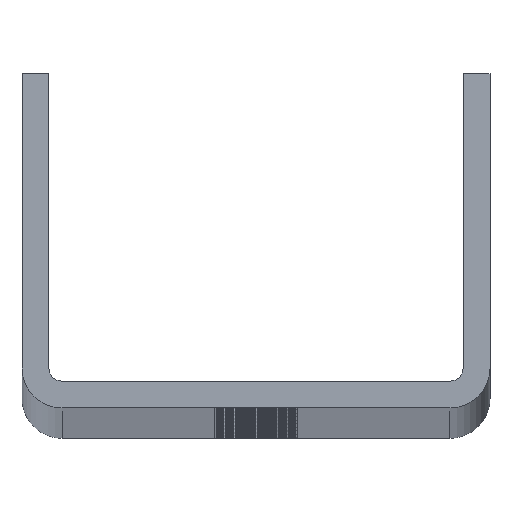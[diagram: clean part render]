
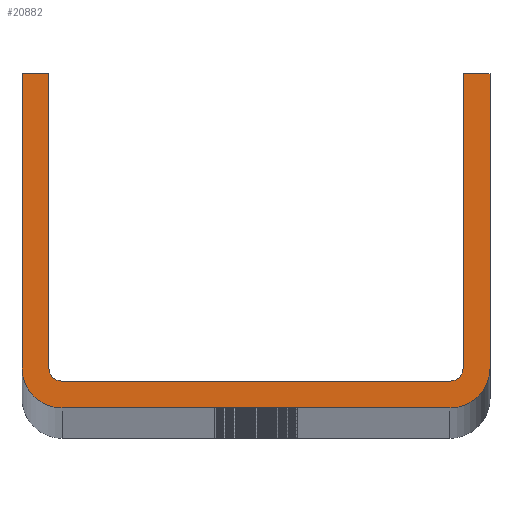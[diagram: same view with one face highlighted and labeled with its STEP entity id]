
A CAD part, top view. The second image highlights one B-rep face of the part: STEP entity #20882.
In plain terms, the highlighted planar face has unit normal (0, 0, 1).
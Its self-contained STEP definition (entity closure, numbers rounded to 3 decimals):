
#86 = CIRCLE ( 'NONE', #20246, 2. ) ;
#742 = VERTEX_POINT ( 'NONE', #6297 ) ;
#1538 = LINE ( 'NONE', #27066, #22138 ) ;
#1584 = CARTESIAN_POINT ( 'NONE',  ( 35., 6., 2600. ) ) ;
#1749 = AXIS2_PLACEMENT_3D ( 'NONE', #2596, #21945, #11553 ) ;
#2261 = VERTEX_POINT ( 'NONE', #9354 ) ;
#2586 = VERTEX_POINT ( 'NONE', #3272 ) ;
#2596 = CARTESIAN_POINT ( 'NONE',  ( 29., 6., 2600. ) ) ;
#2878 = VECTOR ( 'NONE', #19069, 1000. ) ;
#3066 = ORIENTED_EDGE ( 'NONE', *, *, #26449, .T. ) ;
#3272 = CARTESIAN_POINT ( 'NONE',  ( 31., 50., 2600. ) ) ;
#3487 = DIRECTION ( 'NONE',  ( 1., 0., 0. ) ) ;
#3707 = DIRECTION ( 'NONE',  ( 0., 1., 0. ) ) ;
#3734 = CARTESIAN_POINT ( 'NONE',  ( -35., 50., 2600. ) ) ;
#3933 = EDGE_CURVE ( 'NONE', #24629, #27013, #26226, .T. ) ;
#4218 = DIRECTION ( 'NONE',  ( 1., 0., 0. ) ) ;
#4394 = ORIENTED_EDGE ( 'NONE', *, *, #14766, .T. ) ;
#4446 = VECTOR ( 'NONE', #23725, 1000. ) ;
#4480 = LINE ( 'NONE', #19622, #2878 ) ;
#5160 = CARTESIAN_POINT ( 'NONE',  ( -35., 50., 2600. ) ) ;
#5236 = VERTEX_POINT ( 'NONE', #20399 ) ;
#6205 = DIRECTION ( 'NONE',  ( 1., 0., 0. ) ) ;
#6297 = CARTESIAN_POINT ( 'NONE',  ( 29., 0., 2600. ) ) ;
#7913 = DIRECTION ( 'NONE',  ( 1., 0., 0. ) ) ;
#8021 = EDGE_CURVE ( 'NONE', #24131, #2261, #86, .T. ) ;
#8720 = ORIENTED_EDGE ( 'NONE', *, *, #24472, .T. ) ;
#8974 = ORIENTED_EDGE ( 'NONE', *, *, #21391, .T. ) ;
#8996 = VECTOR ( 'NONE', #3707, 1000. ) ;
#9081 = AXIS2_PLACEMENT_3D ( 'NONE', #22215, #13239, #24325 ) ;
#9082 = CARTESIAN_POINT ( 'NONE',  ( -35., 6., 2600. ) ) ;
#9183 = FACE_OUTER_BOUND ( 'NONE', #27504, .T. ) ;
#9354 = CARTESIAN_POINT ( 'NONE',  ( -29., 4., 2600. ) ) ;
#9794 = ORIENTED_EDGE ( 'NONE', *, *, #3933, .F. ) ;
#9912 = CARTESIAN_POINT ( 'NONE',  ( -31., 50., 2600. ) ) ;
#10331 = VECTOR ( 'NONE', #6205, 1000. ) ;
#10339 = DIRECTION ( 'NONE',  ( 1., 0., 0. ) ) ;
#10517 = VERTEX_POINT ( 'NONE', #1584 ) ;
#11121 = VECTOR ( 'NONE', #16895, 1000. ) ;
#11553 = DIRECTION ( 'NONE',  ( 1., 0., 0. ) ) ;
#11634 = VECTOR ( 'NONE', #22874, 1000. ) ;
#12114 = CARTESIAN_POINT ( 'NONE',  ( 31., 6., 2600. ) ) ;
#12233 = CIRCLE ( 'NONE', #9081, 6. ) ;
#12484 = ORIENTED_EDGE ( 'NONE', *, *, #16563, .T. ) ;
#12669 = LINE ( 'NONE', #12114, #8996 ) ;
#13239 = DIRECTION ( 'NONE',  ( 0., 0., 1. ) ) ;
#14108 = AXIS2_PLACEMENT_3D ( 'NONE', #20820, #20950, #7913 ) ;
#14180 = CARTESIAN_POINT ( 'NONE',  ( 35., 6., 2600. ) ) ;
#14343 = LINE ( 'NONE', #22906, #10331 ) ;
#14580 = DIRECTION ( 'NONE',  ( 0., 0., 1. ) ) ;
#14766 = EDGE_CURVE ( 'NONE', #15123, #16443, #18229, .T. ) ;
#14925 = ORIENTED_EDGE ( 'NONE', *, *, #16607, .F. ) ;
#15123 = VERTEX_POINT ( 'NONE', #5160 ) ;
#15417 = ORIENTED_EDGE ( 'NONE', *, *, #8021, .F. ) ;
#15432 = CARTESIAN_POINT ( 'NONE',  ( -35., 50., 2600. ) ) ;
#15522 = CARTESIAN_POINT ( 'NONE',  ( -29., 0., 2600. ) ) ;
#16342 = AXIS2_PLACEMENT_3D ( 'NONE', #22969, #16507, #10339 ) ;
#16443 = VERTEX_POINT ( 'NONE', #9082 ) ;
#16507 = DIRECTION ( 'NONE',  ( 0., 0., 1. ) ) ;
#16563 = EDGE_CURVE ( 'NONE', #20450, #742, #14343, .T. ) ;
#16607 = EDGE_CURVE ( 'NONE', #27013, #2586, #12669, .T. ) ;
#16895 = DIRECTION ( 'NONE',  ( 1., 0., 0. ) ) ;
#18229 = LINE ( 'NONE', #15432, #18332 ) ;
#18332 = VECTOR ( 'NONE', #23982, 1000. ) ;
#18696 = CARTESIAN_POINT ( 'NONE',  ( 29., 4., 2600. ) ) ;
#18724 = LINE ( 'NONE', #3734, #11121 ) ;
#18935 = EDGE_CURVE ( 'NONE', #15123, #20612, #18724, .T. ) ;
#19069 = DIRECTION ( 'NONE',  ( 1., 0., 0. ) ) ;
#19245 = CARTESIAN_POINT ( 'NONE',  ( 31., 6., 2600. ) ) ;
#19514 = EDGE_CURVE ( 'NONE', #20612, #24131, #25848, .T. ) ;
#19622 = CARTESIAN_POINT ( 'NONE',  ( -29., 4., 2600. ) ) ;
#20246 = AXIS2_PLACEMENT_3D ( 'NONE', #27648, #14580, #4218 ) ;
#20399 = CARTESIAN_POINT ( 'NONE',  ( 35., 50., 2600. ) ) ;
#20450 = VERTEX_POINT ( 'NONE', #15522 ) ;
#20612 = VERTEX_POINT ( 'NONE', #9912 ) ;
#20820 = CARTESIAN_POINT ( 'NONE',  ( 29., 6., 2600. ) ) ;
#20882 = ADVANCED_FACE ( 'NONE', ( #9183 ), #26592, .T. ) ;
#20950 = DIRECTION ( 'NONE',  ( 0., 0., 1. ) ) ;
#21369 = ORIENTED_EDGE ( 'NONE', *, *, #25391, .F. ) ;
#21391 = EDGE_CURVE ( 'NONE', #10517, #5236, #26694, .T. ) ;
#21492 = CARTESIAN_POINT ( 'NONE',  ( -31., 50., 2600. ) ) ;
#21747 = ORIENTED_EDGE ( 'NONE', *, *, #25658, .F. ) ;
#21945 = DIRECTION ( 'NONE',  ( 0., 0., 1. ) ) ;
#22138 = VECTOR ( 'NONE', #3487, 1000. ) ;
#22215 = CARTESIAN_POINT ( 'NONE',  ( -29., 6., 2600. ) ) ;
#22651 = ORIENTED_EDGE ( 'NONE', *, *, #18935, .F. ) ;
#22874 = DIRECTION ( 'NONE',  ( 0., 1., 0. ) ) ;
#22906 = CARTESIAN_POINT ( 'NONE',  ( -29., 0., 2600. ) ) ;
#22969 = CARTESIAN_POINT ( 'NONE',  ( 29., 6., 2600. ) ) ;
#23725 = DIRECTION ( 'NONE',  ( 0., -1., 0. ) ) ;
#23982 = DIRECTION ( 'NONE',  ( 0., -1., 0. ) ) ;
#24131 = VERTEX_POINT ( 'NONE', #25498 ) ;
#24325 = DIRECTION ( 'NONE',  ( 1., 0., 0. ) ) ;
#24472 = EDGE_CURVE ( 'NONE', #16443, #20450, #12233, .T. ) ;
#24629 = VERTEX_POINT ( 'NONE', #18696 ) ;
#25261 = ORIENTED_EDGE ( 'NONE', *, *, #19514, .F. ) ;
#25391 = EDGE_CURVE ( 'NONE', #2261, #24629, #4480, .T. ) ;
#25498 = CARTESIAN_POINT ( 'NONE',  ( -31., 6., 2600. ) ) ;
#25658 = EDGE_CURVE ( 'NONE', #2586, #5236, #1538, .T. ) ;
#25768 = CIRCLE ( 'NONE', #16342, 6. ) ;
#25848 = LINE ( 'NONE', #21492, #4446 ) ;
#26226 = CIRCLE ( 'NONE', #14108, 2. ) ;
#26449 = EDGE_CURVE ( 'NONE', #742, #10517, #25768, .T. ) ;
#26592 = PLANE ( 'NONE',  #1749 ) ;
#26694 = LINE ( 'NONE', #14180, #11634 ) ;
#27013 = VERTEX_POINT ( 'NONE', #19245 ) ;
#27066 = CARTESIAN_POINT ( 'NONE',  ( 31., 50., 2600. ) ) ;
#27504 = EDGE_LOOP ( 'NONE', ( #8974, #21747, #14925, #9794, #21369, #15417, #25261, #22651, #4394, #8720, #12484, #3066 ) ) ;
#27648 = CARTESIAN_POINT ( 'NONE',  ( -29., 6., 2600. ) ) ;
